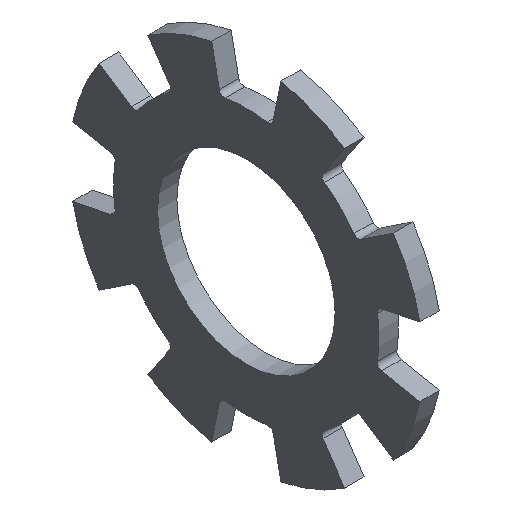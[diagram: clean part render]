
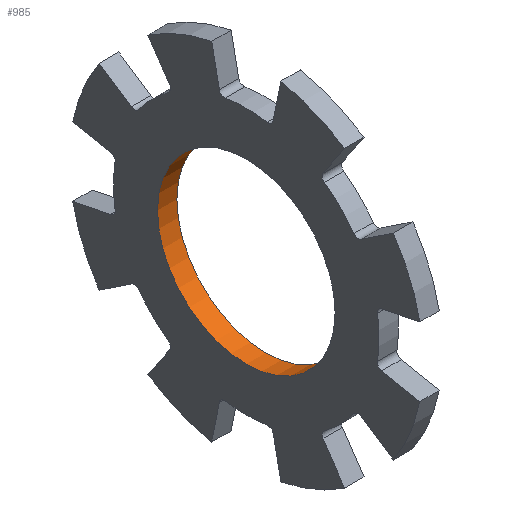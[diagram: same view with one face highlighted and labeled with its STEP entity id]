
A CAD part, isometric view. The second image highlights one B-rep face of the part: STEP entity #985.
In plain terms, the highlighted cylindrical face has radius 3.251 mm (diameter 6.502 mm), a full revolution.
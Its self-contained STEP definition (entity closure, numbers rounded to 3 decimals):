
#17=FACE_BOUND('',#139,.T.);
#85=FACE_OUTER_BOUND('',#138,.T.);
#138=EDGE_LOOP('',(#897));
#139=EDGE_LOOP('',(#898));
#354=CIRCLE('',#1084,3.251);
#366=CIRCLE('',#1109,3.251);
#457=VERTEX_POINT('',#1680);
#464=VERTEX_POINT('',#1720);
#590=EDGE_CURVE('',#457,#457,#354,.T.);
#610=EDGE_CURVE('',#464,#464,#366,.T.);
#897=ORIENTED_EDGE('',*,*,#590,.F.);
#898=ORIENTED_EDGE('',*,*,#610,.F.);
#934=CYLINDRICAL_SURFACE('',#1110,3.251);
#985=ADVANCED_FACE('',(#85,#17),#934,.F.);
#1084=AXIS2_PLACEMENT_3D('',#1681,#1364,#1365);
#1109=AXIS2_PLACEMENT_3D('',#1721,#1422,#1423);
#1110=AXIS2_PLACEMENT_3D('',#1722,#1424,#1425);
#1364=DIRECTION('center_axis',(-1.,0.,0.));
#1365=DIRECTION('ref_axis',(0.,-1.,0.));
#1422=DIRECTION('center_axis',(1.,0.,0.));
#1423=DIRECTION('ref_axis',(0.,-1.,0.));
#1424=DIRECTION('center_axis',(1.,0.,0.));
#1425=DIRECTION('ref_axis',(0.,-1.,0.));
#1680=CARTESIAN_POINT('',(0.711,3.251,0.));
#1681=CARTESIAN_POINT('Origin',(0.711,0.,0.));
#1720=CARTESIAN_POINT('',(0.,3.251,0.));
#1721=CARTESIAN_POINT('Origin',(0.,0.,0.));
#1722=CARTESIAN_POINT('Origin',(0.,0.,0.));
